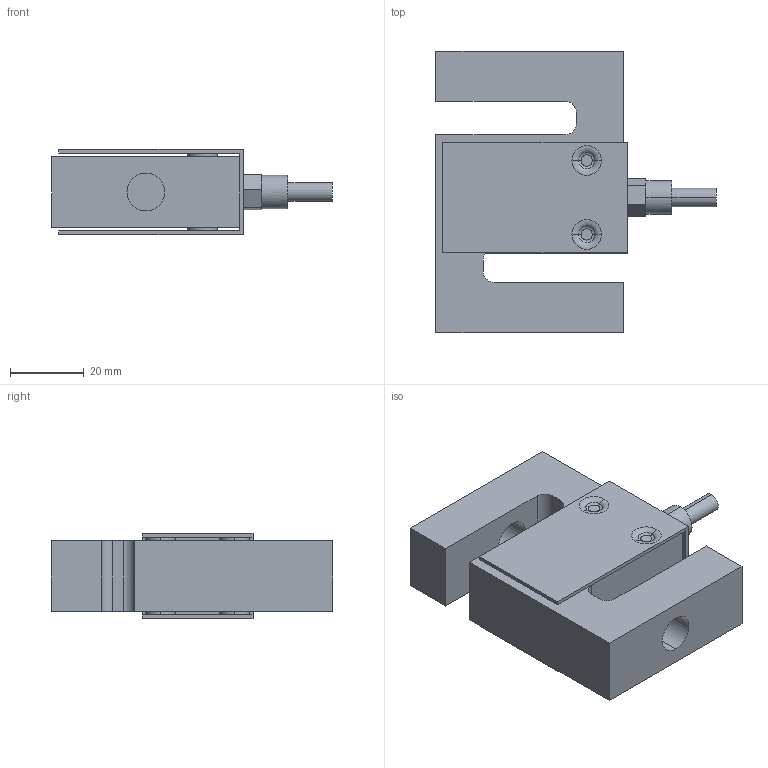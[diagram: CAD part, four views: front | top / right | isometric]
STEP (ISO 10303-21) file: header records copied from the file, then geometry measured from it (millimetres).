
FILE_DESCRIPTION (( 'STEP AP214' ), '1' );
FILE_NAME ('H3 250kg.STEP', '2017-11-28T10:30:25', ( '' ), ( '' ), 'SwSTEP 2.0', 'SolidWorks 2018', '' );
FILE_SCHEMA (( 'AUTOMOTIVE_DESIGN' ));
Length unit declared in the file: millimetre
Products named in the file (1): H3 250kg
Bounding box: 75.8 x 76.2 x 23.01 mm (x, y, z)
Volume: 63258.6 mm3; surface area: 23646.3 mm2
Topology: 5 solids, 5 shells, 93 faces, 212 edges, 136 vertices
Faces by surface type: plane 49, cylinder 28, torus 16
Entity records: 3751 total; most frequent: DIRECTION 500, CARTESIAN_POINT 442, ORIENTED_EDGE 424, EDGE_CURVE 212, AXIS2_PLACEMENT_3D 194, VERTEX_POINT 136, VECTOR 112, LINE 112
